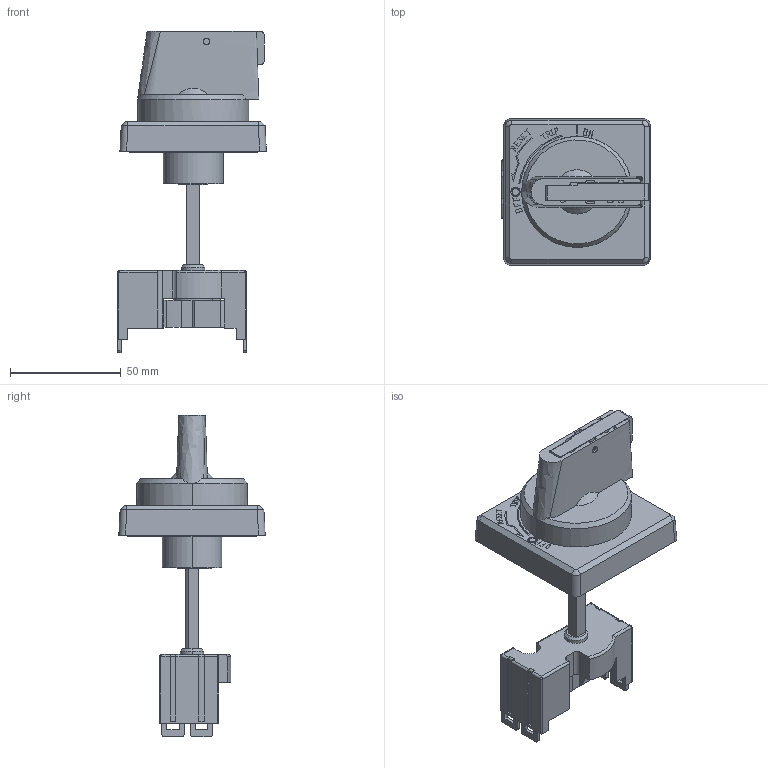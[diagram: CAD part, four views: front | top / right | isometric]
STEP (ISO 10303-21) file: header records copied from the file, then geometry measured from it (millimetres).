
FILE_DESCRIPTION (( 'STEP AP214' ), '1' );
FILE_NAME ('BZ0VBBM.step', '2019-06-24T15:34:40', ( '' ), ( '' ), 'SwSTEP 2.0', 'SolidWorks 2018', '' );
FILE_SCHEMA (( 'AUTOMOTIVE_DESIGN' ));
Length unit declared in the file: inch
Products named in the file (1): BZ0VBBM
Bounding box: 67 x 66 x 144.75 mm (x, y, z)
Volume: 99132.3 mm3; surface area: 48766 mm2
Topology: 10 solids, 10 shells, 633 faces, 1673 edges, 1096 vertices
Faces by surface type: plane 464, cylinder 144, bspline 13, cone 12
Entity records: 29028 total; most frequent: CARTESIAN_POINT 4954, ORIENTED_EDGE 3338, DIRECTION 3088, EDGE_CURVE 1669, VECTOR 1290, LINE 1290, VERTEX_POINT 1096, AXIS2_PLACEMENT_3D 899
